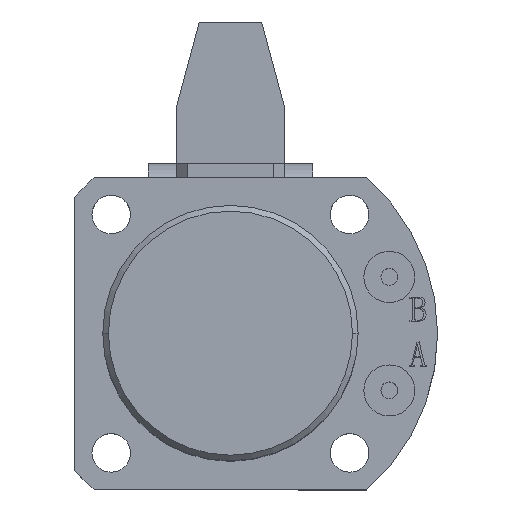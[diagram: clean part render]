
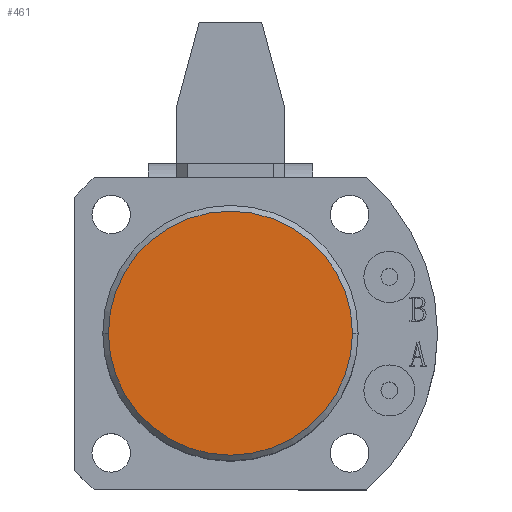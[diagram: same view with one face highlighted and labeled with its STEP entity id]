
A CAD part, top view. The second image highlights one B-rep face of the part: STEP entity #461.
In plain terms, the highlighted planar face has unit normal (0, 0, 1).
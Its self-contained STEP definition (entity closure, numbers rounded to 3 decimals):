
#291 = CIRCLE ( 'NONE', #6215, 21.5 ) ;
#461 = ADVANCED_FACE ( 'NONE', ( #7449 ), #3066, .T. ) ;
#1210 = EDGE_LOOP ( 'NONE', ( #8660, #8664 ) ) ;
#2772 = DIRECTION ( 'NONE',  ( 1., 0., 0. ) ) ;
#2773 = DIRECTION ( 'NONE',  ( 0., 0., 1. ) ) ;
#2774 = CARTESIAN_POINT ( 'NONE',  ( 0., 0., 76. ) ) ;
#3052 = DIRECTION ( 'NONE',  ( 1., 0., 0. ) ) ;
#3061 = DIRECTION ( 'NONE',  ( 0., 0., 1. ) ) ;
#3066 = PLANE ( 'NONE',  #5975 ) ;
#3081 = CARTESIAN_POINT ( 'NONE',  ( 0., 0., 76. ) ) ;
#4073 = VERTEX_POINT ( 'NONE', #8311 ) ;
#4077 = VERTEX_POINT ( 'NONE', #8307 ) ;
#5164 = DIRECTION ( 'NONE',  ( 1., 0., 0. ) ) ;
#5165 = DIRECTION ( 'NONE',  ( 0., 0., 1. ) ) ;
#5166 = CARTESIAN_POINT ( 'NONE',  ( 0., 0., 76. ) ) ;
#5231 = CIRCLE ( 'NONE', #6237, 21.5 ) ;
#5473 = EDGE_CURVE ( 'NONE', #4073, #4077, #291, .T. ) ;
#5544 = EDGE_CURVE ( 'NONE', #4077, #4073, #5231, .T. ) ;
#5975 = AXIS2_PLACEMENT_3D ( 'NONE', #3081, #3061, #3052 ) ;
#6215 = AXIS2_PLACEMENT_3D ( 'NONE', #5166, #5165, #5164 ) ;
#6237 = AXIS2_PLACEMENT_3D ( 'NONE', #2774, #2773, #2772 ) ;
#7449 = FACE_OUTER_BOUND ( 'NONE', #1210, .T. ) ;
#8307 = CARTESIAN_POINT ( 'NONE',  ( -21.5, 0., 76. ) ) ;
#8311 = CARTESIAN_POINT ( 'NONE',  ( 21.5, 0., 76. ) ) ;
#8660 = ORIENTED_EDGE ( 'NONE', *, *, #5544, .T. ) ;
#8664 = ORIENTED_EDGE ( 'NONE', *, *, #5473, .T. ) ;
